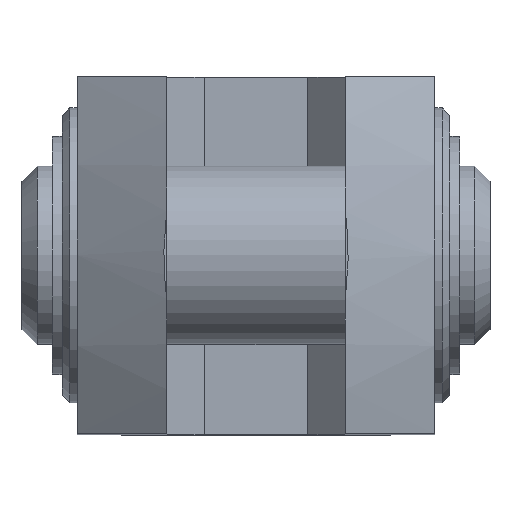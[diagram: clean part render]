
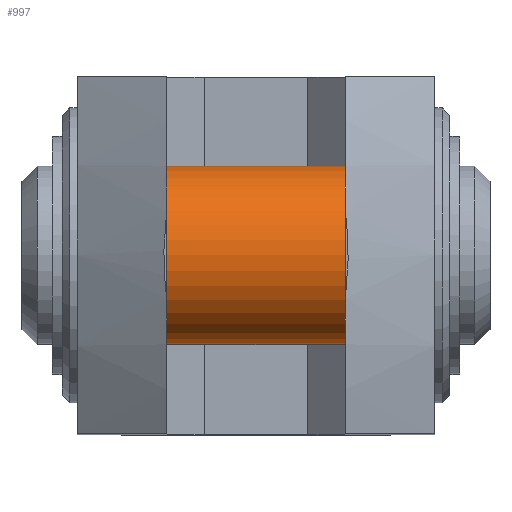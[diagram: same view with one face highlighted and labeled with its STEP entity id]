
A CAD part, top view. The second image highlights one B-rep face of the part: STEP entity #997.
In plain terms, the highlighted cylindrical face has radius 2.381 mm (diameter 4.763 mm), a full revolution.
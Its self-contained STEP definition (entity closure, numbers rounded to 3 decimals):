
#37=CYLINDRICAL_SURFACE('',#1124,2.382);
#324=ORIENTED_EDGE('',*,*,#468,.F.);
#325=ORIENTED_EDGE('',*,*,#461,.F.);
#461=EDGE_CURVE('',#596,#596,#695,.F.);
#468=EDGE_CURVE('',#603,#603,#698,.F.);
#596=VERTEX_POINT('',#1454);
#603=VERTEX_POINT('',#1469);
#695=CIRCLE('',#1053,2.382);
#698=CIRCLE('',#1057,2.382);
#804=EDGE_LOOP('',(#324));
#805=EDGE_LOOP('',(#325));
#898=FACE_BOUND('',#804,.T.);
#899=FACE_BOUND('',#805,.T.);
#997=ADVANCED_FACE('',(#898,#899),#37,.T.);
#1053=AXIS2_PLACEMENT_3D('',#1453,#1175,#1176);
#1057=AXIS2_PLACEMENT_3D('',#1468,#1187,#1188);
#1124=AXIS2_PLACEMENT_3D('',#1680,#1339,#1340);
#1175=DIRECTION('',(1.,0.,0.));
#1176=DIRECTION('',(0.,0.,-1.));
#1187=DIRECTION('',(-1.,0.,0.));
#1188=DIRECTION('',(0.,0.,1.));
#1339=DIRECTION('',(1.,0.,0.));
#1340=DIRECTION('',(0.,0.,-1.));
#1453=CARTESIAN_POINT('',(-2.382,0.,0.));
#1454=CARTESIAN_POINT('',(-2.382,0.,-2.382));
#1468=CARTESIAN_POINT('',(2.382,0.,0.));
#1469=CARTESIAN_POINT('',(2.382,0.,2.382));
#1680=CARTESIAN_POINT('',(6.233,0.,0.));
